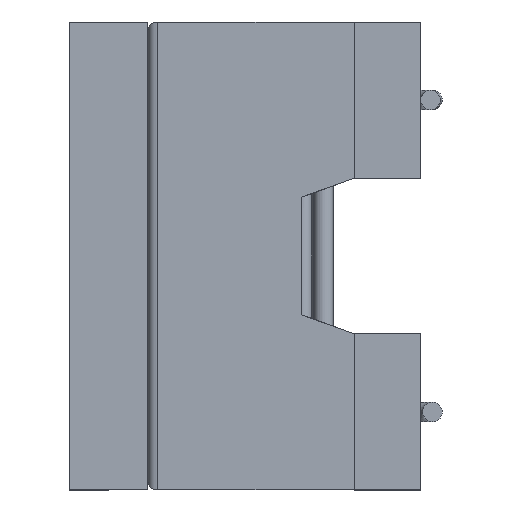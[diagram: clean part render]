
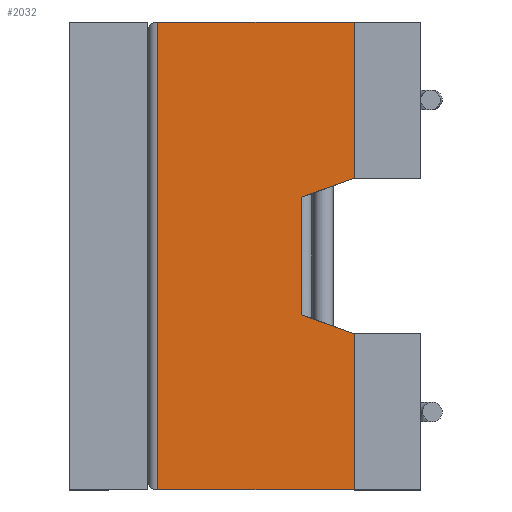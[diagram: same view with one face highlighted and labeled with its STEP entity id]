
A CAD part, left-side view. The second image highlights one B-rep face of the part: STEP entity #2032.
In plain terms, the highlighted planar face has unit normal (-1, 0, 0).
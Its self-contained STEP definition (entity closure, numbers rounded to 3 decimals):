
#66 = EDGE_CURVE ( 'NONE', #9718, #6804, #6213, .T. ) ;
#179 = ORIENTED_EDGE ( 'NONE', *, *, #8055, .T. ) ;
#452 = ORIENTED_EDGE ( 'NONE', *, *, #4142, .T. ) ;
#531 = CARTESIAN_POINT ( 'NONE',  ( -1., -0.73, 0.6 ) ) ;
#651 = DIRECTION ( 'NONE',  ( 0., 0., -1. ) ) ;
#658 = AXIS2_PLACEMENT_3D ( 'NONE', #6068, #5293, #7611 ) ;
#711 = DIRECTION ( 'NONE',  ( 0., -0.94, 0.342 ) ) ;
#840 = CARTESIAN_POINT ( 'NONE',  ( -1., -0.595, -0.151 ) ) ;
#1252 = LINE ( 'NONE', #5084, #2905 ) ;
#1338 = CARTESIAN_POINT ( 'NONE',  ( -1., -0.73, 0.2 ) ) ;
#1593 = ORIENTED_EDGE ( 'NONE', *, *, #7922, .T. ) ;
#1594 = DIRECTION ( 'NONE',  ( 0., 0., -1. ) ) ;
#1703 = DIRECTION ( 'NONE',  ( 0., 0., 1. ) ) ;
#1908 = VERTEX_POINT ( 'NONE', #2846 ) ;
#2032 = ADVANCED_FACE ( 'NONE', ( #5007 ), #9097, .F. ) ;
#2319 = VERTEX_POINT ( 'NONE', #7979 ) ;
#2492 = EDGE_CURVE ( 'NONE', #1908, #8631, #5233, .T. ) ;
#2551 = EDGE_CURVE ( 'NONE', #3216, #9718, #7350, .T. ) ;
#2846 = CARTESIAN_POINT ( 'NONE',  ( -1., -0.225, 0.6 ) ) ;
#2895 = LINE ( 'NONE', #6540, #3355 ) ;
#2905 = VECTOR ( 'NONE', #5346, 1000. ) ;
#3040 = VECTOR ( 'NONE', #651, 1000. ) ;
#3216 = VERTEX_POINT ( 'NONE', #5455 ) ;
#3253 = CARTESIAN_POINT ( 'NONE',  ( -1., -0.005, 0.064 ) ) ;
#3279 = ORIENTED_EDGE ( 'NONE', *, *, #2551, .T. ) ;
#3355 = VECTOR ( 'NONE', #7280, 1000. ) ;
#3699 = ORIENTED_EDGE ( 'NONE', *, *, #66, .T. ) ;
#4058 = VECTOR ( 'NONE', #1703, 1000. ) ;
#4142 = EDGE_CURVE ( 'NONE', #1908, #6495, #1252, .T. ) ;
#4176 = VECTOR ( 'NONE', #711, 1000. ) ;
#4480 = ORIENTED_EDGE ( 'NONE', *, *, #7375, .F. ) ;
#4702 = EDGE_CURVE ( 'NONE', #3216, #2319, #6795, .T. ) ;
#4760 = DIRECTION ( 'NONE',  ( 0., 0.94, 0.342 ) ) ;
#4787 = LINE ( 'NONE', #6896, #3040 ) ;
#5007 = FACE_OUTER_BOUND ( 'NONE', #7582, .T. ) ;
#5084 = CARTESIAN_POINT ( 'NONE',  ( -1., -0.225, 0.6 ) ) ;
#5090 = VECTOR ( 'NONE', #4760, 1000. ) ;
#5233 = LINE ( 'NONE', #5238, #6910 ) ;
#5238 = CARTESIAN_POINT ( 'NONE',  ( -1., -0.2, 0.6 ) ) ;
#5293 = DIRECTION ( 'NONE',  ( 1., 0., 0. ) ) ;
#5340 = CARTESIAN_POINT ( 'NONE',  ( -1., -0.73, -0.6 ) ) ;
#5346 = DIRECTION ( 'NONE',  ( 0., 0., -1. ) ) ;
#5455 = CARTESIAN_POINT ( 'NONE',  ( -1., -0.73, -0.2 ) ) ;
#5691 = ORIENTED_EDGE ( 'NONE', *, *, #4702, .F. ) ;
#6010 = DIRECTION ( 'NONE',  ( 0., -1., 0. ) ) ;
#6068 = CARTESIAN_POINT ( 'NONE',  ( -1., -0.2, 0.6 ) ) ;
#6213 = LINE ( 'NONE', #7675, #4058 ) ;
#6495 = VERTEX_POINT ( 'NONE', #7808 ) ;
#6540 = CARTESIAN_POINT ( 'NONE',  ( -1., -0.2, -0.6 ) ) ;
#6795 = LINE ( 'NONE', #5340, #8576 ) ;
#6804 = VERTEX_POINT ( 'NONE', #7264 ) ;
#6896 = CARTESIAN_POINT ( 'NONE',  ( -1., -0.73, 0.6 ) ) ;
#6910 = VECTOR ( 'NONE', #6010, 1000. ) ;
#7264 = CARTESIAN_POINT ( 'NONE',  ( -1., -0.595, 0.151 ) ) ;
#7280 = DIRECTION ( 'NONE',  ( 0., -1., 0. ) ) ;
#7350 = LINE ( 'NONE', #3253, #5090 ) ;
#7375 = EDGE_CURVE ( 'NONE', #8631, #9321, #4787, .T. ) ;
#7462 = CARTESIAN_POINT ( 'NONE',  ( -1., -0.391, 0.076 ) ) ;
#7582 = EDGE_LOOP ( 'NONE', ( #8145, #452, #1593, #5691, #3279, #3699, #179, #4480 ) ) ;
#7611 = DIRECTION ( 'NONE',  ( 0., 0., -1. ) ) ;
#7675 = CARTESIAN_POINT ( 'NONE',  ( -1., -0.595, 0.6 ) ) ;
#7775 = LINE ( 'NONE', #7462, #4176 ) ;
#7808 = CARTESIAN_POINT ( 'NONE',  ( -1., -0.225, -0.6 ) ) ;
#7922 = EDGE_CURVE ( 'NONE', #6495, #2319, #2895, .T. ) ;
#7979 = CARTESIAN_POINT ( 'NONE',  ( -1., -0.73, -0.6 ) ) ;
#8055 = EDGE_CURVE ( 'NONE', #6804, #9321, #7775, .T. ) ;
#8145 = ORIENTED_EDGE ( 'NONE', *, *, #2492, .F. ) ;
#8576 = VECTOR ( 'NONE', #1594, 1000. ) ;
#8631 = VERTEX_POINT ( 'NONE', #531 ) ;
#9097 = PLANE ( 'NONE',  #658 ) ;
#9321 = VERTEX_POINT ( 'NONE', #1338 ) ;
#9718 = VERTEX_POINT ( 'NONE', #840 ) ;
